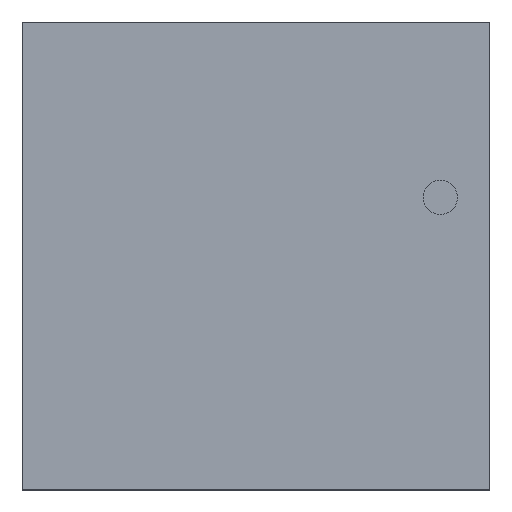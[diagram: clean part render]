
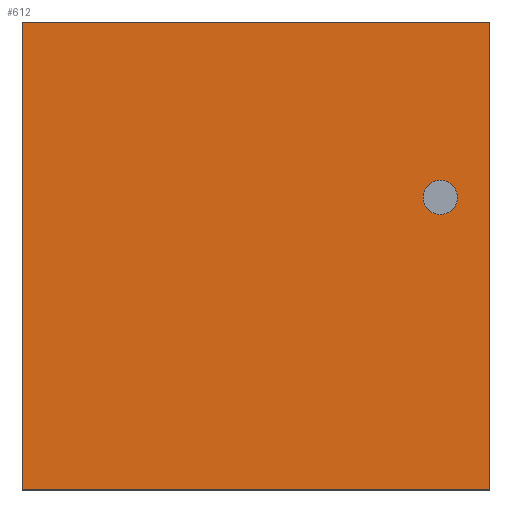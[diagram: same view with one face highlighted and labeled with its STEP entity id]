
A CAD part, top view. The second image highlights one B-rep face of the part: STEP entity #612.
In plain terms, the highlighted planar face has unit normal (0, 0, 1).
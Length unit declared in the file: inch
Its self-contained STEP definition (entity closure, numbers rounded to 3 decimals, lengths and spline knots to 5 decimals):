
#108=FACE_BOUND('',#196,.T.);
#109=CIRCLE('',#706,0.011);
#163=FACE_OUTER_BOUND('',#195,.T.);
#195=EDGE_LOOP('',(#542,#543,#544,#545));
#196=EDGE_LOOP('',(#546));
#249=LINE('',#1040,#310);
#252=LINE('',#1046,#313);
#255=LINE('',#1052,#316);
#258=LINE('',#1056,#319);
#310=VECTOR('',#856,0.3937);
#313=VECTOR('',#861,0.3937);
#316=VECTOR('',#866,0.3937);
#319=VECTOR('',#871,0.3937);
#352=VERTEX_POINT('',#1027);
#356=VERTEX_POINT('',#1037);
#357=VERTEX_POINT('',#1039);
#359=VERTEX_POINT('',#1045);
#361=VERTEX_POINT('',#1051);
#410=EDGE_CURVE('',#352,#352,#109,.T.);
#415=EDGE_CURVE('',#357,#356,#249,.T.);
#418=EDGE_CURVE('',#359,#357,#252,.T.);
#421=EDGE_CURVE('',#361,#359,#255,.T.);
#424=EDGE_CURVE('',#356,#361,#258,.T.);
#542=ORIENTED_EDGE('',*,*,#424,.T.);
#543=ORIENTED_EDGE('',*,*,#421,.T.);
#544=ORIENTED_EDGE('',*,*,#418,.T.);
#545=ORIENTED_EDGE('',*,*,#415,.T.);
#546=ORIENTED_EDGE('',*,*,#410,.T.);
#580=PLANE('',#713);
#612=ADVANCED_FACE('',(#163,#108),#580,.T.);
#706=AXIS2_PLACEMENT_3D('',#1028,#845,#846);
#713=AXIS2_PLACEMENT_3D('',#1057,#872,#873);
#845=DIRECTION('center_axis',(0.,0.,-1.));
#846=DIRECTION('ref_axis',(-1.,0.,0.));
#856=DIRECTION('',(-1.,0.,0.));
#861=DIRECTION('',(0.,1.,0.));
#866=DIRECTION('',(1.,0.,0.));
#871=DIRECTION('',(0.,-1.,0.));
#872=DIRECTION('center_axis',(0.,0.,1.));
#873=DIRECTION('ref_axis',(1.,0.,0.));
#1027=CARTESIAN_POINT('',(0.27917,0.1875,0.07));
#1028=CARTESIAN_POINT('Origin',(0.26817,0.1875,0.07));
#1037=CARTESIAN_POINT('',(0.,0.3,0.07));
#1039=CARTESIAN_POINT('',(0.3,0.3,0.07));
#1040=CARTESIAN_POINT('',(0.3,0.3,0.07));
#1045=CARTESIAN_POINT('',(0.3,0.,0.07));
#1046=CARTESIAN_POINT('',(0.3,0.,0.07));
#1051=CARTESIAN_POINT('',(0.,0.,0.07));
#1052=CARTESIAN_POINT('',(0.,0.,0.07));
#1056=CARTESIAN_POINT('',(0.,0.3,0.07));
#1057=CARTESIAN_POINT('Origin',(0.15,0.15,0.07));
